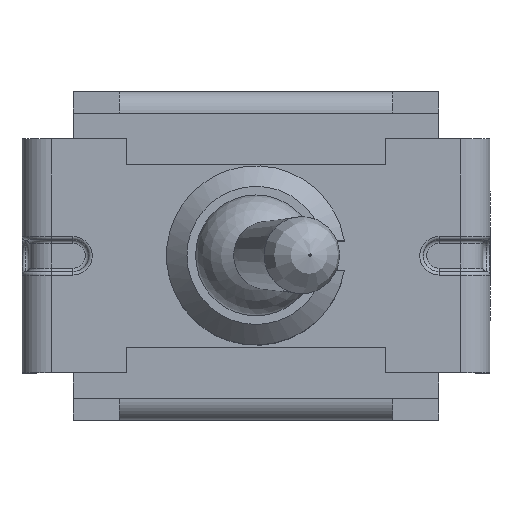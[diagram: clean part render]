
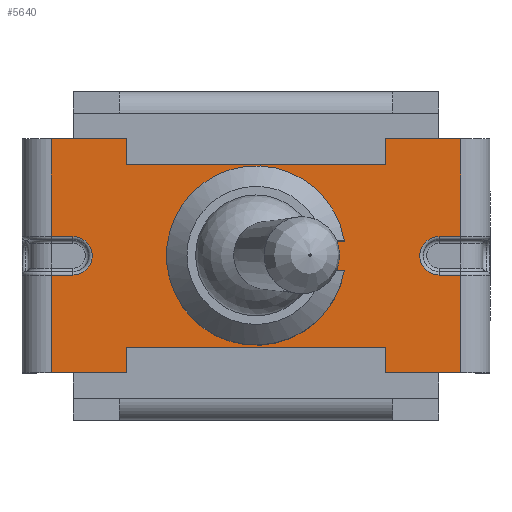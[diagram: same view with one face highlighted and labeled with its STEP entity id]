
A CAD part, top view. The second image highlights one B-rep face of the part: STEP entity #5640.
In plain terms, the highlighted planar face has unit normal (0, 0, 1).
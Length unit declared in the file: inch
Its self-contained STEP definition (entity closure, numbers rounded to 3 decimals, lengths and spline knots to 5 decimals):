
#5436=CARTESIAN_POINT('',(0.,0.,0.37008));
#5437=DIRECTION('',(0.0,0.0,1.0));
#5438=DIRECTION('',(-1.0,0.0,0.0));
#5439=AXIS2_PLACEMENT_3D('',#5436,#5437,#5438);
#5440=PLANE('',#5439);
#5441=CARTESIAN_POINT('',(-0.17717,-0.16004,0.37008));
#5442=VERTEX_POINT('',#5441);
#5443=CARTESIAN_POINT('',(-0.17717,-0.12539,0.37008));
#5444=VERTEX_POINT('',#5443);
#5445=CARTESIAN_POINT('',(-0.17717,-0.16004,0.37008));
#5446=DIRECTION('',(0.0,1.0,0.0));
#5447=VECTOR('',#5446,0.03465);
#5448=LINE('',#5445,#5447);
#5449=EDGE_CURVE('',#5442,#5444,#5448,.T.);
#5450=ORIENTED_EDGE('',*,*,#5449,.T.);
#5451=CARTESIAN_POINT('',(0.17717,-0.12539,0.37008));
#5452=VERTEX_POINT('',#5451);
#5453=CARTESIAN_POINT('',(-0.17717,-0.12539,0.37008));
#5454=DIRECTION('',(1.0,0.0,0.0));
#5455=VECTOR('',#5454,0.35433);
#5456=LINE('',#5453,#5455);
#5457=EDGE_CURVE('',#5444,#5452,#5456,.T.);
#5458=ORIENTED_EDGE('',*,*,#5457,.T.);
#5459=CARTESIAN_POINT('',(0.17717,-0.16004,0.37008));
#5460=VERTEX_POINT('',#5459);
#5461=CARTESIAN_POINT('',(0.17717,-0.12539,0.37008));
#5462=DIRECTION('',(0.0,-1.0,0.0));
#5463=VECTOR('',#5462,0.03465);
#5464=LINE('',#5461,#5463);
#5465=EDGE_CURVE('',#5452,#5460,#5464,.T.);
#5466=ORIENTED_EDGE('',*,*,#5465,.T.);
#5467=CARTESIAN_POINT('',(0.27992,-0.16004,0.37008));
#5468=VERTEX_POINT('',#5467);
#5469=CARTESIAN_POINT('',(0.27992,-0.16004,0.37008));
#5470=DIRECTION('',(-1.0,0.0,0.0));
#5471=VECTOR('',#5470,0.10276);
#5472=LINE('',#5469,#5471);
#5473=EDGE_CURVE('',#5468,#5460,#5472,.T.);
#5474=ORIENTED_EDGE('',*,*,#5473,.F.);
#5475=CARTESIAN_POINT('',(0.27992,-0.02638,0.37008));
#5476=VERTEX_POINT('',#5475);
#5477=CARTESIAN_POINT('',(0.27992,-0.16004,0.37008));
#5478=DIRECTION('',(0.0,1.0,0.0));
#5479=VECTOR('',#5478,0.13366);
#5480=LINE('',#5477,#5479);
#5481=EDGE_CURVE('',#5468,#5476,#5480,.T.);
#5482=ORIENTED_EDGE('',*,*,#5481,.T.);
#5483=CARTESIAN_POINT('',(0.25039,-0.02638,0.37008));
#5484=VERTEX_POINT('',#5483);
#5485=CARTESIAN_POINT('',(0.25039,-0.02638,0.37008));
#5486=DIRECTION('',(1.0,0.0,0.0));
#5487=VECTOR('',#5486,0.02953);
#5488=LINE('',#5485,#5487);
#5489=EDGE_CURVE('',#5484,#5476,#5488,.T.);
#5490=ORIENTED_EDGE('',*,*,#5489,.F.);
#5491=CARTESIAN_POINT('',(0.25039,0.02638,0.37008));
#5492=VERTEX_POINT('',#5491);
#5493=CARTESIAN_POINT('',(0.25039,0.,0.37008));
#5494=DIRECTION('',(0.0,0.0,1.0));
#5495=DIRECTION('',(-1.0,0.0,0.0));
#5496=AXIS2_PLACEMENT_3D('',#5493,#5494,#5495);
#5497=CIRCLE('',#5496,0.02638);
#5498=EDGE_CURVE('',#5492,#5484,#5497,.T.);
#5499=ORIENTED_EDGE('',*,*,#5498,.F.);
#5500=CARTESIAN_POINT('',(0.27992,0.02638,0.37008));
#5501=VERTEX_POINT('',#5500);
#5502=CARTESIAN_POINT('',(0.27992,0.02638,0.37008));
#5503=DIRECTION('',(-1.0,0.0,0.0));
#5504=VECTOR('',#5503,0.02953);
#5505=LINE('',#5502,#5504);
#5506=EDGE_CURVE('',#5501,#5492,#5505,.T.);
#5507=ORIENTED_EDGE('',*,*,#5506,.F.);
#5508=CARTESIAN_POINT('',(0.27992,0.16004,0.37008));
#5509=VERTEX_POINT('',#5508);
#5510=CARTESIAN_POINT('',(0.27992,0.02638,0.37008));
#5511=DIRECTION('',(0.0,1.0,0.0));
#5512=VECTOR('',#5511,0.13366);
#5513=LINE('',#5510,#5512);
#5514=EDGE_CURVE('',#5501,#5509,#5513,.T.);
#5515=ORIENTED_EDGE('',*,*,#5514,.T.);
#5516=CARTESIAN_POINT('',(0.17717,0.16004,0.37008));
#5517=VERTEX_POINT('',#5516);
#5518=CARTESIAN_POINT('',(0.17717,0.16004,0.37008));
#5519=DIRECTION('',(1.0,0.0,0.0));
#5520=VECTOR('',#5519,0.10276);
#5521=LINE('',#5518,#5520);
#5522=EDGE_CURVE('',#5517,#5509,#5521,.T.);
#5523=ORIENTED_EDGE('',*,*,#5522,.F.);
#5524=CARTESIAN_POINT('',(0.17717,0.12539,0.37008));
#5525=VERTEX_POINT('',#5524);
#5526=CARTESIAN_POINT('',(0.17717,0.16004,0.37008));
#5527=DIRECTION('',(0.0,-1.0,0.0));
#5528=VECTOR('',#5527,0.03465);
#5529=LINE('',#5526,#5528);
#5530=EDGE_CURVE('',#5517,#5525,#5529,.T.);
#5531=ORIENTED_EDGE('',*,*,#5530,.T.);
#5532=CARTESIAN_POINT('',(-0.17717,0.12539,0.37008));
#5533=VERTEX_POINT('',#5532);
#5534=CARTESIAN_POINT('',(0.17717,0.12539,0.37008));
#5535=DIRECTION('',(-1.0,0.0,0.0));
#5536=VECTOR('',#5535,0.35433);
#5537=LINE('',#5534,#5536);
#5538=EDGE_CURVE('',#5525,#5533,#5537,.T.);
#5539=ORIENTED_EDGE('',*,*,#5538,.T.);
#5540=CARTESIAN_POINT('',(-0.17717,0.16004,0.37008));
#5541=VERTEX_POINT('',#5540);
#5542=CARTESIAN_POINT('',(-0.17717,0.12539,0.37008));
#5543=DIRECTION('',(0.0,1.0,0.0));
#5544=VECTOR('',#5543,0.03465);
#5545=LINE('',#5542,#5544);
#5546=EDGE_CURVE('',#5533,#5541,#5545,.T.);
#5547=ORIENTED_EDGE('',*,*,#5546,.T.);
#5548=CARTESIAN_POINT('',(-0.27992,0.16004,0.37008));
#5549=VERTEX_POINT('',#5548);
#5550=CARTESIAN_POINT('',(-0.27992,0.16004,0.37008));
#5551=DIRECTION('',(1.0,0.0,0.0));
#5552=VECTOR('',#5551,0.10276);
#5553=LINE('',#5550,#5552);
#5554=EDGE_CURVE('',#5549,#5541,#5553,.T.);
#5555=ORIENTED_EDGE('',*,*,#5554,.F.);
#5556=CARTESIAN_POINT('',(-0.27992,0.02638,0.37008));
#5557=VERTEX_POINT('',#5556);
#5558=CARTESIAN_POINT('',(-0.27992,0.16004,0.37008));
#5559=DIRECTION('',(0.0,-1.0,0.0));
#5560=VECTOR('',#5559,0.13366);
#5561=LINE('',#5558,#5560);
#5562=EDGE_CURVE('',#5549,#5557,#5561,.T.);
#5563=ORIENTED_EDGE('',*,*,#5562,.T.);
#5564=CARTESIAN_POINT('',(-0.25039,0.02638,0.37008));
#5565=VERTEX_POINT('',#5564);
#5566=CARTESIAN_POINT('',(-0.25039,0.02638,0.37008));
#5567=DIRECTION('',(-1.0,0.0,0.0));
#5568=VECTOR('',#5567,0.02953);
#5569=LINE('',#5566,#5568);
#5570=EDGE_CURVE('',#5565,#5557,#5569,.T.);
#5571=ORIENTED_EDGE('',*,*,#5570,.F.);
#5572=CARTESIAN_POINT('',(-0.25039,-0.02638,0.37008));
#5573=VERTEX_POINT('',#5572);
#5574=CARTESIAN_POINT('',(-0.25039,0.,0.37008));
#5575=DIRECTION('',(0.0,0.0,1.0));
#5576=DIRECTION('',(1.0,0.0,0.0));
#5577=AXIS2_PLACEMENT_3D('',#5574,#5575,#5576);
#5578=CIRCLE('',#5577,0.02638);
#5579=EDGE_CURVE('',#5573,#5565,#5578,.T.);
#5580=ORIENTED_EDGE('',*,*,#5579,.F.);
#5581=CARTESIAN_POINT('',(-0.27992,-0.02638,0.37008));
#5582=VERTEX_POINT('',#5581);
#5583=CARTESIAN_POINT('',(-0.27992,-0.02638,0.37008));
#5584=DIRECTION('',(1.0,0.0,0.0));
#5585=VECTOR('',#5584,0.02953);
#5586=LINE('',#5583,#5585);
#5587=EDGE_CURVE('',#5582,#5573,#5586,.T.);
#5588=ORIENTED_EDGE('',*,*,#5587,.F.);
#5589=CARTESIAN_POINT('',(-0.27992,-0.16004,0.37008));
#5590=VERTEX_POINT('',#5589);
#5591=CARTESIAN_POINT('',(-0.27992,-0.02638,0.37008));
#5592=DIRECTION('',(0.0,-1.0,0.0));
#5593=VECTOR('',#5592,0.13366);
#5594=LINE('',#5591,#5593);
#5595=EDGE_CURVE('',#5582,#5590,#5594,.T.);
#5596=ORIENTED_EDGE('',*,*,#5595,.T.);
#5597=CARTESIAN_POINT('',(-0.17717,-0.16004,0.37008));
#5598=DIRECTION('',(-1.0,0.0,0.0));
#5599=VECTOR('',#5598,0.10276);
#5600=LINE('',#5597,#5599);
#5601=EDGE_CURVE('',#5442,#5590,#5600,.T.);
#5602=ORIENTED_EDGE('',*,*,#5601,.F.);
#5603=EDGE_LOOP('',(#5450,#5458,#5466,#5474,#5482,#5490,#5499,#5507,#5515,#5523,#5531,#5539,#5547,#5555,#5563,#5571,#5580,#5588,#5596,#5602));
#5604=FACE_OUTER_BOUND('',#5603,.T.);
#5605=CARTESIAN_POINT('',(0.09283,-0.02008,0.37008));
#5606=VERTEX_POINT('',#5605);
#5607=CARTESIAN_POINT('',(0.09283,0.02008,0.37008));
#5608=VERTEX_POINT('',#5607);
#5609=CARTESIAN_POINT('',(0.09283,-0.02008,0.37008));
#5610=DIRECTION('',(0.0,1.0,0.0));
#5611=VECTOR('',#5610,0.04016);
#5612=LINE('',#5609,#5611);
#5613=EDGE_CURVE('',#5606,#5608,#5612,.T.);
#5614=ORIENTED_EDGE('',*,*,#5613,.F.);
#5615=CARTESIAN_POINT('',(0.12078,-0.02008,0.37008));
#5616=VERTEX_POINT('',#5615);
#5617=CARTESIAN_POINT('',(0.12078,-0.02008,0.37008));
#5618=DIRECTION('',(-1.0,0.0,0.0));
#5619=VECTOR('',#5618,0.02795);
#5620=LINE('',#5617,#5619);
#5621=EDGE_CURVE('',#5616,#5606,#5620,.T.);
#5622=ORIENTED_EDGE('',*,*,#5621,.F.);
#5623=CARTESIAN_POINT('',(0.12078,0.02008,0.37008));
#5624=VERTEX_POINT('',#5623);
#5625=CARTESIAN_POINT('',(0.,0.,0.37008));
#5626=DIRECTION('',(0.0,0.0,1.0));
#5627=DIRECTION('',(0.986,0.164,0.0));
#5628=AXIS2_PLACEMENT_3D('',#5625,#5626,#5627);
#5629=CIRCLE('',#5628,0.12244);
#5630=EDGE_CURVE('',#5624,#5616,#5629,.T.);
#5631=ORIENTED_EDGE('',*,*,#5630,.F.);
#5632=CARTESIAN_POINT('',(0.09283,0.02008,0.37008));
#5633=DIRECTION('',(1.0,0.0,0.0));
#5634=VECTOR('',#5633,0.02795);
#5635=LINE('',#5632,#5634);
#5636=EDGE_CURVE('',#5608,#5624,#5635,.T.);
#5637=ORIENTED_EDGE('',*,*,#5636,.F.);
#5638=EDGE_LOOP('',(#5614,#5622,#5631,#5637));
#5639=FACE_BOUND('',#5638,.T.);
#5640=ADVANCED_FACE('',(#5604,#5639),#5440,.T.);
